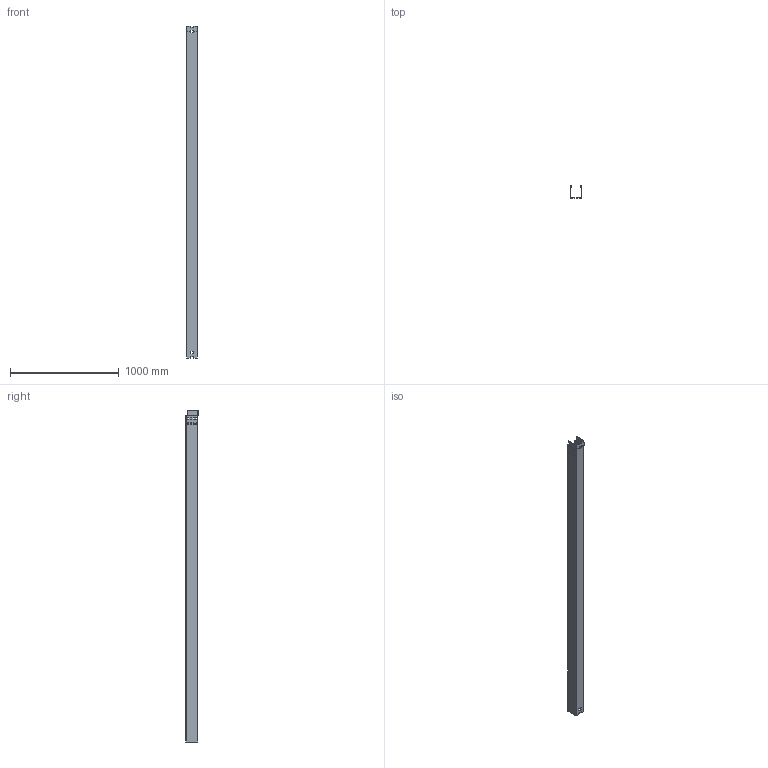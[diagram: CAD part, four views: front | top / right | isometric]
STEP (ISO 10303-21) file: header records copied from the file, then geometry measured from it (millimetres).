
FILE_DESCRIPTION((''),'2;1');
FILE_NAME('6059614','2013-01-25T',('AndreasKeweloh'),(''),'PRO/ENGINEER BY PARAMETRIC TECHNOLOGY CORPORATION, 2012360','PRO/ENGINEER BY PARAMETRIC TECHNOLOGY CORPORATION, 2012360','');
FILE_SCHEMA(('CONFIG_CONTROL_DESIGN'));
Length unit declared in the file: millimetre
Products named in the file (1): 6059614
Bounding box: 103.5 x 111.75 x 3050 mm (x, y, z)
Volume: 1046060.4 mm3; surface area: 2100434.5 mm2
Topology: 1 solids, 1 shells, 216 faces, 574 edges, 356 vertices
Faces by surface type: plane 96, cylinder 88, bspline 20, cone 6, torus 4, sphere 2
Entity records: 7872 total; most frequent: CARTESIAN_POINT 2467, ORIENTED_EDGE 1144, DIRECTION 1078, EDGE_CURVE 572, AXIS2_PLACEMENT_3D 369, VERTEX_POINT 356, VECTOR 340, LINE 340
